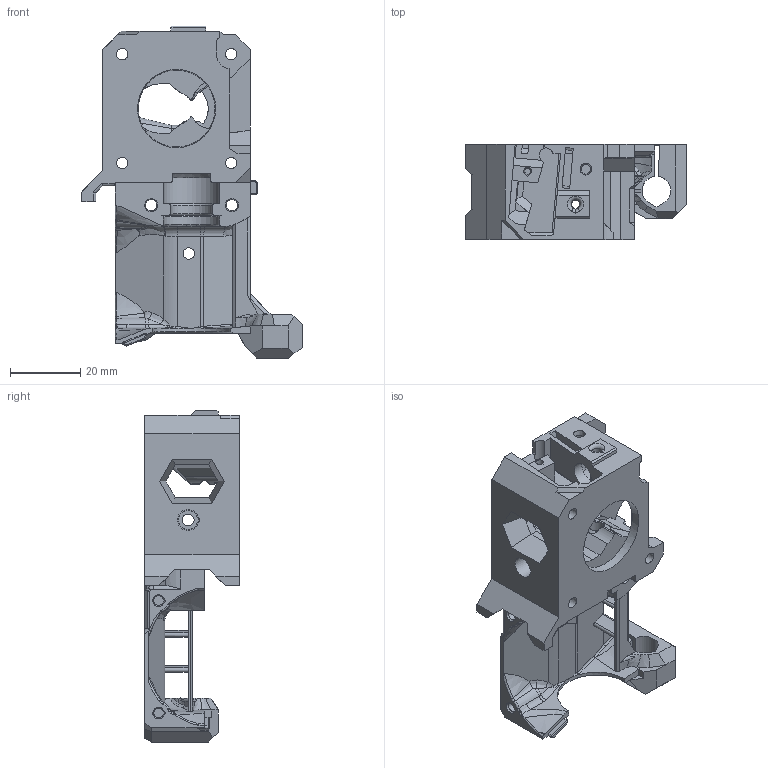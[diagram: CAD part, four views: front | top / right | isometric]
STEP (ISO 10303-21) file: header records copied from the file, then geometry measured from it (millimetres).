
FILE_DESCRIPTION(('FreeCAD Model'),'2;1');
FILE_NAME( 'body.step', '2020-06-22T19:16:59',('Author'),(''), 'Open CASCADE STEP processor 7.3','FreeCAD','Unknown');
FILE_SCHEMA(('AUTOMOTIVE_DESIGN { 1 0 10303 214 1 1 1 1 }'));
Products named in the file (1): body
Bounding box: 62.75 x 27 x 94.5 mm (x, y, z)
Volume: 40069.7 mm3; surface area: 20656.6 mm2
Topology: 1 solids, 13 shells, 732 faces, 1980 edges, 1256 vertices
Faces by surface type: plane 459, cylinder 122, bspline 80, cone 48, torus 21, sphere 2
Full cylindrical faces by diameter (mm): 3.25 x5, 3.3 x3, 5.8 x1, 6 x1
Entity records: 59884 total; most frequent: CARTESIAN_POINT 22078, DIRECTION 6562, LINE 4244, VECTOR 4244, ORIENTED_EDGE 3948, PCURVE 3948, DEFINITIONAL_REPRESENTATION 3948, EDGE_CURVE 1974
